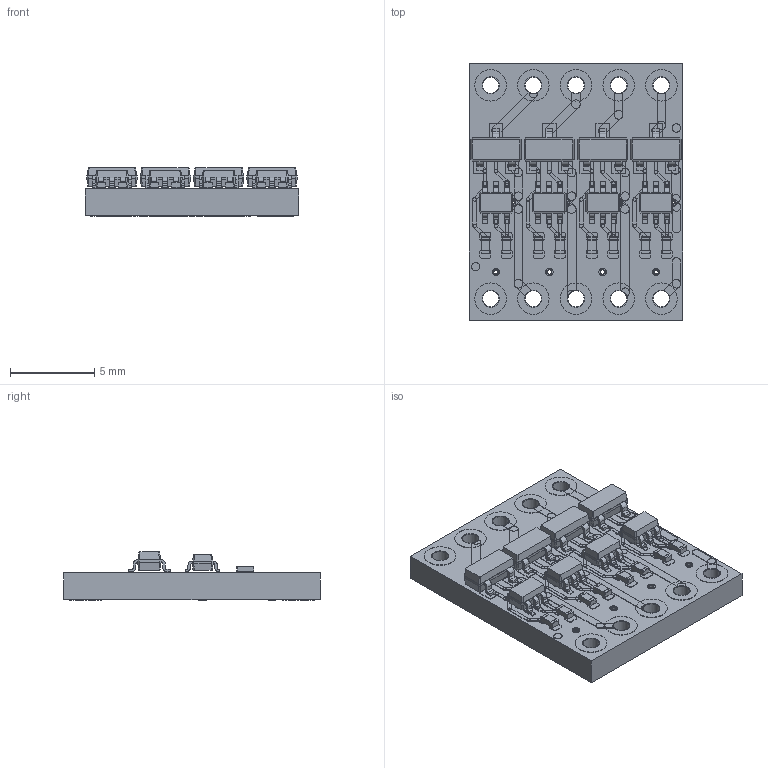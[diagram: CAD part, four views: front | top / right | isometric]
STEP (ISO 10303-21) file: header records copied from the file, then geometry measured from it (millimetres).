
FILE_DESCRIPTION(('KiCad electronic assembly'),'2;1');
FILE_NAME('SparkFun_Ideal_Diode_Breakout.step','2025-01-21T11:26:25',( 'Pcbnew'),('Kicad'),'Open CASCADE STEP processor 7.7', 'KiCad to STEP converter','Unknown');
FILE_SCHEMA(('AUTOMOTIVE_DESIGN { 1 0 10303 214 1 1 1 1 }'));
Length unit declared in the file: millimetre
Products named in the file (229): SparkFun_Ideal_Diode_Breakout 1; R_0402_1005Metric; SOT-363_SC-70-6; SOT_363_SC_70_6; SOT-23; SOT_23; _autosave-SparkFun_Ideal_Diode_Breakout_track_1; _autosave-SparkFun_Ideal_Diode_Breakout_track_2; _autosave-SparkFun_Ideal_Diode_Breakout_track_3; _autosave-SparkFun_Ideal_Diode_Breakout_track_4; _autosave-SparkFun_Ideal_Diode_Breakout_track_5; _autosave-SparkFun_Ideal_Diode_Breakout_track_6; _autosave-SparkFun_Ideal_Diode_Breakout_track_7; _autosave-SparkFun_Ideal_Diode_Breakout_track_8; _autosave-SparkFun_Ideal_Diode_Breakout_track_9; _autosave-SparkFun_Ideal_Diode_Breakout_track_10; _autosave-SparkFun_Ideal_Diode_Breakout_track_11; _autosave-SparkFun_Ideal_Diode_Breakout_track_12; _autosave-SparkFun_Ideal_Diode_Breakout_track_13; _autosave-SparkFun_Ideal_Diode_Breakout_track_14; _autosave-SparkFun_Ideal_Diode_Breakout_track_15; _autosave-SparkFun_Ideal_Diode_Breakout_track_16; _autosave-SparkFun_Ideal_Diode_Breakout_track_17; _autosave-SparkFun_Ideal_Diode_Breakout_track_18; _autosave-SparkFun_Ideal_Diode_Breakout_track_19; _autosave-SparkFun_Ideal_Diode_Breakout_track_20; _autosave-SparkFun_Ideal_Diode_Breakout_track_21; _autosave-SparkFun_Ideal_Diode_Breakout_track_22; _autosave-SparkFun_Ideal_Diode_Breakout_track_23; _autosave-SparkFun_Ideal_Diode_Breakout_track_24; _autosave-SparkFun_Ideal_Diode_Breakout_track_25; _autosave-SparkFun_Ideal_Diode_Breakout_track_26; _autosave-SparkFun_Ideal_Diode_Breakout_track_27; _autosave-SparkFun_Ideal_Diode_Breakout_track_28; _autosave-SparkFun_Ideal_Diode_Breakout_track_29; _autosave-SparkFun_Ideal_Diode_Breakout_track_30; _autosave-SparkFun_Ideal_Diode_Breakout_track_31; _autosave-SparkFun_Ideal_Diode_Breakout_track_32; _autosave-SparkFun_Ideal_Diode_Breakout_track_33; _autosave-SparkFun_Ideal_Diode_Breakout_track_34 ...
Assembly tree (241 placements, depth 3):
  SparkFun_Ideal_Diode_Breakout 1
    R_0402_1005Metric  x8
      R_0402_1005Metric
    SOT-363_SC-70-6  x4
      SOT_363_SC_70_6
    SOT-23  x4
      SOT_23
    _autosave-SparkFun_Ideal_Diode_Breakout_track_1
    _autosave-SparkFun_Ideal_Diode_Breakout_track_2
    _autosave-SparkFun_Ideal_Diode_Breakout_track_3
    _autosave-SparkFun_Ideal_Diode_Breakout_track_4
    _autosave-SparkFun_Ideal_Diode_Breakout_track_5
    _autosave-SparkFun_Ideal_Diode_Breakout_track_6
    _autosave-SparkFun_Ideal_Diode_Breakout_track_7
    _autosave-SparkFun_Ideal_Diode_Breakout_track_8
    _autosave-SparkFun_Ideal_Diode_Breakout_track_9
    _autosave-SparkFun_Ideal_Diode_Breakout_track_10
    _autosave-SparkFun_Ideal_Diode_Breakout_track_11
    _autosave-SparkFun_Ideal_Diode_Breakout_track_12
    _autosave-SparkFun_Ideal_Diode_Breakout_track_13
    _autosave-SparkFun_Ideal_Diode_Breakout_track_14
    _autosave-SparkFun_Ideal_Diode_Breakout_track_15
    _autosave-SparkFun_Ideal_Diode_Breakout_track_16
    _autosave-SparkFun_Ideal_Diode_Breakout_track_17
    _autosave-SparkFun_Ideal_Diode_Breakout_track_18
    _autosave-SparkFun_Ideal_Diode_Breakout_track_19
    _autosave-SparkFun_Ideal_Diode_Breakout_track_20
    _autosave-SparkFun_Ideal_Diode_Breakout_track_21
    _autosave-SparkFun_Ideal_Diode_Breakout_track_22
    _autosave-SparkFun_Ideal_Diode_Breakout_track_23
    _autosave-SparkFun_Ideal_Diode_Breakout_track_24
    _autosave-SparkFun_Ideal_Diode_Breakout_track_25
    _autosave-SparkFun_Ideal_Diode_Breakout_track_26
    _autosave-SparkFun_Ideal_Diode_Breakout_track_27
    _autosave-SparkFun_Ideal_Diode_Breakout_track_28
    _autosave-SparkFun_Ideal_Diode_Breakout_track_29
    _autosave-SparkFun_Ideal_Diode_Breakout_track_30
    _autosave-SparkFun_Ideal_Diode_Breakout_track_31
    _autosave-SparkFun_Ideal_Diode_Breakout_track_32
    _autosave-SparkFun_Ideal_Diode_Breakout_track_33
    _autosave-SparkFun_Ideal_Diode_Breakout_track_34
    _autosave-SparkFun_Ideal_Diode_Breakout_track_35
    _autosave-SparkFun_Ideal_Diode_Breakout_track_36
    _autosave-SparkFun_Ideal_Diode_Breakout_track_37
    _autosave-SparkFun_Ideal_Diode_Breakout_track_38
    _autosave-SparkFun_Ideal_Diode_Breakout_track_39
    _autosave-SparkFun_Ideal_Diode_Breakout_track_40
    _autosave-SparkFun_Ideal_Diode_Breakout_track_41
    _autosave-SparkFun_Ideal_Diode_Breakout_track_42
    _autosave-SparkFun_Ideal_Diode_Breakout_track_43
    _autosave-SparkFun_Ideal_Diode_Breakout_track_44
    _autosave-SparkFun_Ideal_Diode_Breakout_track_45
    _autosave-SparkFun_Ideal_Diode_Breakout_track_46
    _autosave-SparkFun_Ideal_Diode_Breakout_track_47
    _autosave-SparkFun_Ideal_Diode_Breakout_track_48
    _autosave-SparkFun_Ideal_Diode_Breakout_track_49
    _autosave-SparkFun_Ideal_Diode_Breakout_track_50
    _autosave-SparkFun_Ideal_Diode_Breakout_track_51
    _autosave-SparkFun_Ideal_Diode_Breakout_track_52
    _autosave-SparkFun_Ideal_Diode_Breakout_track_53
Bounding box: 12.7 x 15.24 x 2.88 mm (x, y, z)
Volume: 329 mm3; surface area: 1048.2 mm2
Topology: 234 solids, 234 shells, 2454 faces, 5518 edges, 3532 vertices
Faces by surface type: plane 1644, cylinder 582, bspline 228
Full cylindrical faces by diameter (mm): 0.25 x44, 0.3 x24, 0.45 x24, 0.5 x2, 0.966 x30, 1.016 x20, 1.88 x20
Entity records: 52882 total; most frequent: CARTESIAN_POINT 8195, DIRECTION 8160, ORIENTED_EDGE 7276, EDGE_CURVE 3638, LINE 2738, VECTOR 2738, AXIS2_PLACEMENT_3D 2711, VERTEX_POINT 2390
